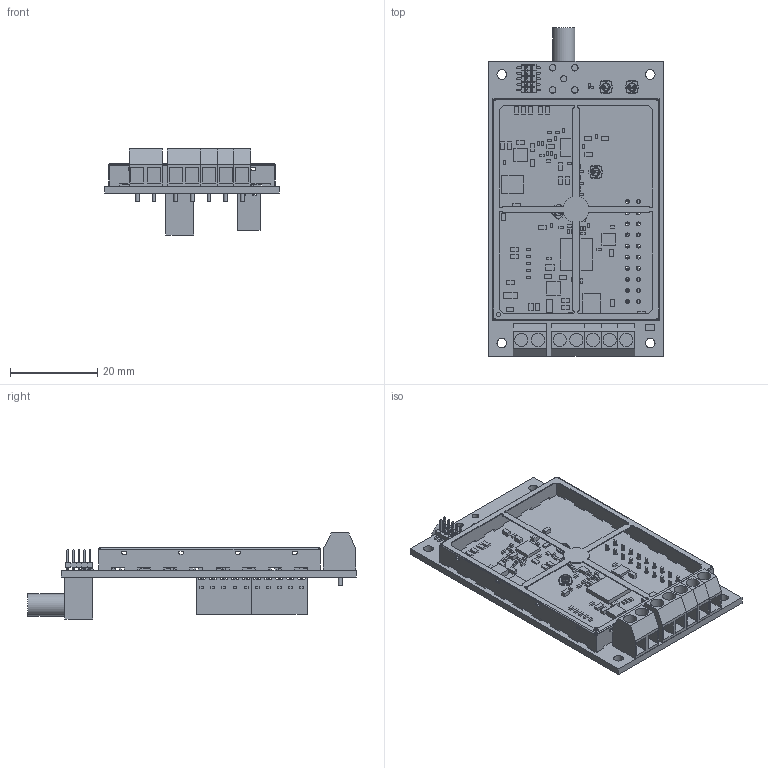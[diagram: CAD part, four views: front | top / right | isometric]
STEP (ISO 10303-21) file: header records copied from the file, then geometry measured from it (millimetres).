
FILE_DESCRIPTION(('Open CASCADE Model'),'2;1');
FILE_NAME('Open CASCADE Shape Model','2020-10-03T13:41:37',('Author'),( 'Open CASCADE'),'Open CASCADE STEP processor 6.8','Open CASCADE 6.8' ,'Unknown');
FILE_SCHEMA(('AUTOMOTIVE_DESIGN { 1 0 10303 214 1 1 1 1 }'));
Length unit declared in the file: millimetre
Products named in the file (183): PCB; Board; Open CASCADE STEP translator 6.8 6.1.1; CN9; female_pin_RGB15461320; Open CASCADE STEP translator 6.8 6.2.1.1; Open CASCADE STEP translator 6.8 6.2.1.2; CN8; R20; 7018991504; Extruded; CN3; RM127_10pin_2; Open CASCADE STEP translator 6.8 6.5.1.1; Open CASCADE STEP translator 6.8 6.5.1.2; Open CASCADE STEP translator 6.8 6.5.1.3; Open CASCADE STEP translator 6.8 6.5.1.4; Open CASCADE STEP translator 6.8 6.5.1.5; Open CASCADE STEP translator 6.8 6.5.1.6; Open CASCADE STEP translator 6.8 6.5.1.7; Open CASCADE STEP translator 6.8 6.5.1.8; Open CASCADE STEP translator 6.8 6.5.1.9; Open CASCADE STEP translator 6.8 6.5.1.10; Open CASCADE STEP translator 6.8 6.5.1.11; R19; 7265333584; R17; R11; R9; R8; CN11; EK381-02P; CN10; CN2; C14; 7018995984; X1; c-2118732-2-a-3d; R3; 5961479280 ...
Assembly tree (263 placements, depth 4):
  PCB
    Board
      Open CASCADE STEP translator 6.8 6.1.1
    CN9
      female_pin_RGB15461320
        Open CASCADE STEP translator 6.8 6.2.1.1
        Open CASCADE STEP translator 6.8 6.2.1.2
    CN8
      female_pin_RGB15461320
        Open CASCADE STEP translator 6.8 6.2.1.1
        Open CASCADE STEP translator 6.8 6.2.1.2
    R20
      7018991504
        Extruded
    CN3
      RM127_10pin_2
        Open CASCADE STEP translator 6.8 6.5.1.1
        Open CASCADE STEP translator 6.8 6.5.1.2
        Open CASCADE STEP translator 6.8 6.5.1.3
        Open CASCADE STEP translator 6.8 6.5.1.4
        Open CASCADE STEP translator 6.8 6.5.1.5
        Open CASCADE STEP translator 6.8 6.5.1.6
        Open CASCADE STEP translator 6.8 6.5.1.7
        Open CASCADE STEP translator 6.8 6.5.1.8
        Open CASCADE STEP translator 6.8 6.5.1.9
        Open CASCADE STEP translator 6.8 6.5.1.10
        Open CASCADE STEP translator 6.8 6.5.1.11
    R19
      7265333584
        Extruded
    R17
      7265333584
        Extruded
    R11
      7018991504
        Extruded
    R9
      7265333584
        Extruded
    R8
      7018991504
        Extruded
    CN11
      EK381-02P
    CN10
      EK381-02P  x2
    CN2
      EK381-02P
    C14
      7018995984
        Extruded
    X1
      c-2118732-2-a-3d
    R3
      5961479280
        Extruded
    CN1
      5961475920
        Extruded
      5961475520
Bounding box: 40 x 75.2 x 19.7 mm (x, y, z)
Volume: 7486.5 mm3; surface area: 13713.6 mm2
Topology: 123 solids, 123 shells, 2515 faces, 6169 edges, 3978 vertices
Faces by surface type: plane 2180, cylinder 295, cone 32, revolution 8
Full cylindrical faces by diameter (mm): 0.9 x28, 1.3 x7, 1.4 x1, 1.5 x4, 2.2 x4, 3 x8, 5.08 x1
Entity records: 55875 total; most frequent: CARTESIAN_POINT 7467, DIRECTION 7167, ORIENTED_EDGE 6946, EDGE_CURVE 3473, LINE 3047, VECTOR 3047, VERTEX_POINT 2201, AXIS2_PLACEMENT_3D 2059
